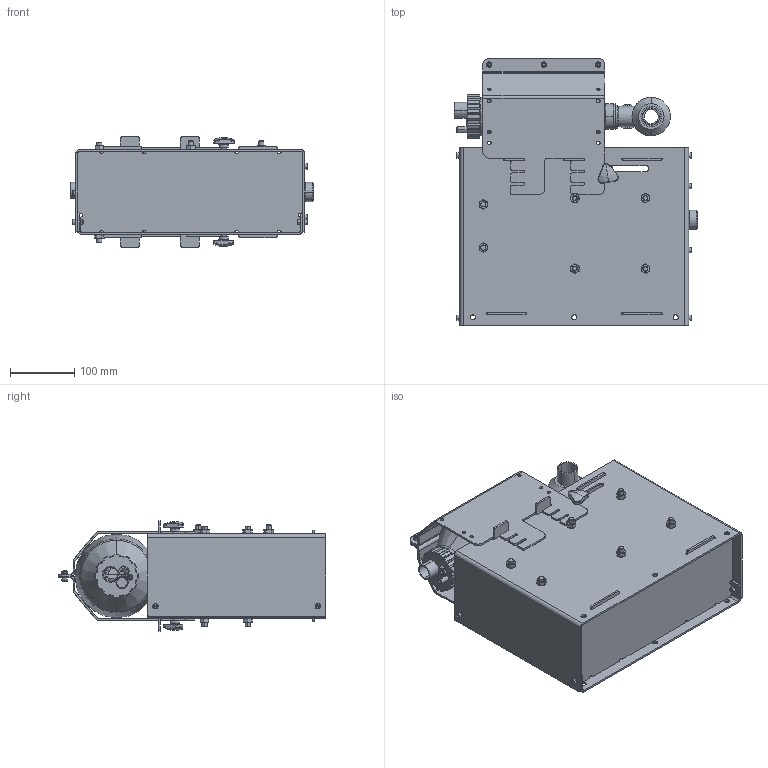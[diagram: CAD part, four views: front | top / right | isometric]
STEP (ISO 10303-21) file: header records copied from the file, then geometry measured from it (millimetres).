
FILE_DESCRIPTION (( 'STEP AP214' ), '1' );
FILE_NAME ('CamTrack2.STEP', '2020-03-29T22:52:17', ( '' ), ( '' ), 'SwSTEP 2.0', 'SolidWorks 2020', '' );
FILE_SCHEMA (( 'AUTOMOTIVE_DESIGN' ));
Length unit declared in the file: millimetre
Products named in the file (39): CamTrack2; Aufsatz-Linear austragen27; Aufsatz-Linear austragen28; socket head cap screw_din_DIN 912 M5 x 8 --- 8N; Aufsatz-Linear austragen54; Aufsatz-Linear austragen36[2]; hex nut style 1 gradeab_din_Hexagon Nut ISO 4032 - M5 - W - N; Spiegeln3[2]; Spiegeln2[4]; Aufsatz-Linear austragen39; socket head cap screw_din_DIN 912 M8 x 30 --- 30N; Spiegeln3[3]; hex nut style 1 gradeab_din_Hexagon Nut ISO 4032 - M8 - W - N; hex bolt gradeab_din_DIN EN 24014 - M8 x 80 x 22-N; Spiegeln2[1]; Schnitt-Linear austragen22[1]; Schale1; Verrundung3; Aufsatz-Linear austragen32; Aufsatz-Linear austragen22; Schnitt-Linear austragen22[2]; Koerper47; Spiegeln2[3]; Trennlinie1; Aufsatz-Linear austragen30; Rotation4; socket head cap screw_din_DIN 912 M5 x 12 --- 12N; Fase2; Aufsatz-Linear austragen35; socket head cap screw_din_DIN 912 M8 x 55 --- 28N; socket head cap screw_din_DIN 912 M5 x 16 --- 16N; Spiegeln3[1]; Schnitt-Linear austragen20; Aufsatz-Linear austragen47[2]; socket head cap screw_din_DIN 912 M5 x 20 --- 20N; hex nut gradec_din_Hexagon Nut ISO 4034 - M8 - N; Aufsatz-Linear austragen25; Aufsatz-Linear austragen24; Spiegeln2[6]
Assembly tree (103 placements, depth 2):
  CamTrack2
    Aufsatz-Linear austragen54
    Fase2
    Spiegeln3[2]
    Aufsatz-Linear austragen39
    Schale1
    Spiegeln2[1]  x4
    Rotation4
    Aufsatz-Linear austragen28  x2
    Aufsatz-Linear austragen24
    Spiegeln3[3]  x4
    Spiegeln2[6]  x2
    Aufsatz-Linear austragen47[2]  x4
    Schnitt-Linear austragen22[2]
    Spiegeln2[4]  x4
    Aufsatz-Linear austragen35
    Trennlinie1
    Aufsatz-Linear austragen25  x2
    Schnitt-Linear austragen20
    Verrundung3
    Spiegeln2[3]  x2
    Aufsatz-Linear austragen32
    Aufsatz-Linear austragen30
    Aufsatz-Linear austragen27  x7
    Aufsatz-Linear austragen22
    Koerper47
    Spiegeln3[1]  x2
    Aufsatz-Linear austragen36[2]  x3
    Schnitt-Linear austragen22[1]
    socket head cap screw_din_DIN 912 M5 x 12 --- 12N  x7
    socket head cap screw_din_DIN 912 M5 x 16 --- 16N  x2
    socket head cap screw_din_DIN 912 M5 x 20 --- 20N  x4
    hex nut style 1 gradeab_din_Hexagon Nut ISO 4032 - M5 - W - N  x13
    hex nut style 1 gradeab_din_Hexagon Nut ISO 4032 - M8 - W - N  x11
    hex bolt gradeab_din_DIN EN 24014 - M8 x 80 x 22-N  x4
    socket head cap screw_din_DIN 912 M8 x 30 --- 30N
    hex nut gradec_din_Hexagon Nut ISO 4034 - M8 - N  x2
    socket head cap screw_din_DIN 912 M5 x 8 --- 8N  x3
    socket head cap screw_din_DIN 912 M8 x 55 --- 28N  x3
Bounding box: 379.46 x 417.08 x 172 mm (x, y, z)
Volume: 2455517.2 mm3; surface area: 1466637.4 mm2
Topology: 103 solids, 103 shells, 2828 faces, 6701 edges, 4120 vertices
Faces by surface type: plane 1156, cylinder 1036, cone 402, torus 196, sphere 28, bspline 10
Entity records: 49337 total; most frequent: CARTESIAN_POINT 9349, DIRECTION 8621, ORIENTED_EDGE 7576, EDGE_CURVE 3788, AXIS2_PLACEMENT_3D 3344, VERTEX_POINT 2446, LINE 1933, VECTOR 1933
